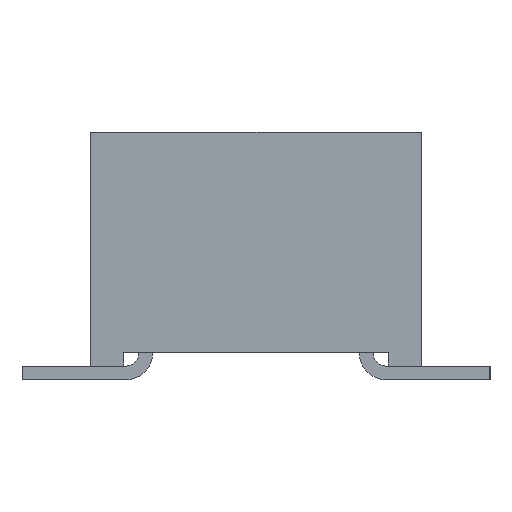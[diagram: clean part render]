
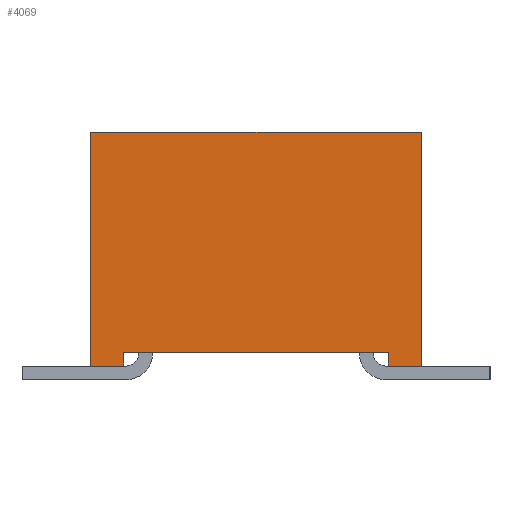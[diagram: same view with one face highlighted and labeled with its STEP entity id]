
A CAD part, left-side view. The second image highlights one B-rep face of the part: STEP entity #4069.
In plain terms, the highlighted planar face has unit normal (-1, 0, 0).
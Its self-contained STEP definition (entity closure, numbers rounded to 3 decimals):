
#4069 = ADVANCED_FACE('',(#4070),#4136,.F.);
#4070 = FACE_BOUND('',#4071,.T.);
#4071 = EDGE_LOOP('',(#4072,#4082,#4090,#4098,#4106,#4114,#4122,#4130));
#4072 = ORIENTED_EDGE('',*,*,#4073,.T.);
#4073 = EDGE_CURVE('',#4074,#4076,#4078,.T.);
#4074 = VERTEX_POINT('',#4075);
#4075 = CARTESIAN_POINT('',(-9.741,-1.219,0.277));
#4076 = VERTEX_POINT('',#4077);
#4077 = CARTESIAN_POINT('',(-9.741,-1.219,0.15));
#4078 = LINE('',#4079,#4080);
#4079 = CARTESIAN_POINT('',(-9.741,-1.219,0.277));
#4080 = VECTOR('',#4081,1.);
#4081 = DIRECTION('',(0.,0.,-1.));
#4082 = ORIENTED_EDGE('',*,*,#4083,.T.);
#4083 = EDGE_CURVE('',#4076,#4084,#4086,.T.);
#4084 = VERTEX_POINT('',#4085);
#4085 = CARTESIAN_POINT('',(-9.741,-1.524,0.15));
#4086 = LINE('',#4087,#4088);
#4087 = CARTESIAN_POINT('',(-9.741,1.524,0.15));
#4088 = VECTOR('',#4089,1.);
#4089 = DIRECTION('',(0.,-1.,0.));
#4090 = ORIENTED_EDGE('',*,*,#4091,.F.);
#4091 = EDGE_CURVE('',#4092,#4084,#4094,.T.);
#4092 = VERTEX_POINT('',#4093);
#4093 = CARTESIAN_POINT('',(-9.741,-1.524,2.309));
#4094 = LINE('',#4095,#4096);
#4095 = CARTESIAN_POINT('',(-9.741,-1.524,2.309));
#4096 = VECTOR('',#4097,1.);
#4097 = DIRECTION('',(0.,0.,-1.));
#4098 = ORIENTED_EDGE('',*,*,#4099,.F.);
#4099 = EDGE_CURVE('',#4100,#4092,#4102,.T.);
#4100 = VERTEX_POINT('',#4101);
#4101 = CARTESIAN_POINT('',(-9.741,1.524,2.309));
#4102 = LINE('',#4103,#4104);
#4103 = CARTESIAN_POINT('',(-9.741,1.524,2.309));
#4104 = VECTOR('',#4105,1.);
#4105 = DIRECTION('',(0.,-1.,0.));
#4106 = ORIENTED_EDGE('',*,*,#4107,.T.);
#4107 = EDGE_CURVE('',#4100,#4108,#4110,.T.);
#4108 = VERTEX_POINT('',#4109);
#4109 = CARTESIAN_POINT('',(-9.741,1.524,0.15));
#4110 = LINE('',#4111,#4112);
#4111 = CARTESIAN_POINT('',(-9.741,1.524,2.309));
#4112 = VECTOR('',#4113,1.);
#4113 = DIRECTION('',(0.,0.,-1.));
#4114 = ORIENTED_EDGE('',*,*,#4115,.T.);
#4115 = EDGE_CURVE('',#4108,#4116,#4118,.T.);
#4116 = VERTEX_POINT('',#4117);
#4117 = CARTESIAN_POINT('',(-9.741,1.219,0.15));
#4118 = LINE('',#4119,#4120);
#4119 = CARTESIAN_POINT('',(-9.741,1.524,0.15));
#4120 = VECTOR('',#4121,1.);
#4121 = DIRECTION('',(0.,-1.,0.));
#4122 = ORIENTED_EDGE('',*,*,#4123,.T.);
#4123 = EDGE_CURVE('',#4116,#4124,#4126,.T.);
#4124 = VERTEX_POINT('',#4125);
#4125 = CARTESIAN_POINT('',(-9.741,1.219,0.277));
#4126 = LINE('',#4127,#4128);
#4127 = CARTESIAN_POINT('',(-9.741,1.219,0.023));
#4128 = VECTOR('',#4129,1.);
#4129 = DIRECTION('',(0.,0.,1.));
#4130 = ORIENTED_EDGE('',*,*,#4131,.T.);
#4131 = EDGE_CURVE('',#4124,#4074,#4132,.T.);
#4132 = LINE('',#4133,#4134);
#4133 = CARTESIAN_POINT('',(-9.741,1.219,0.277));
#4134 = VECTOR('',#4135,1.);
#4135 = DIRECTION('',(0.,-1.,0.));
#4136 = PLANE('',#4137);
#4137 = AXIS2_PLACEMENT_3D('',#4138,#4139,#4140);
#4138 = CARTESIAN_POINT('',(-9.741,1.524,2.309));
#4139 = DIRECTION('',(1.,0.,0.));
#4140 = DIRECTION('',(0.,1.,0.));
